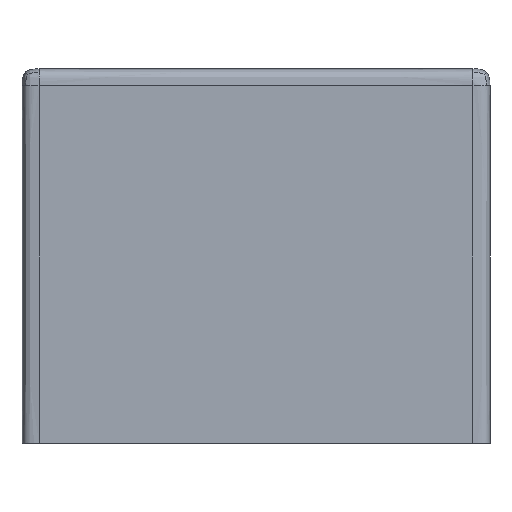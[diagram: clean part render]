
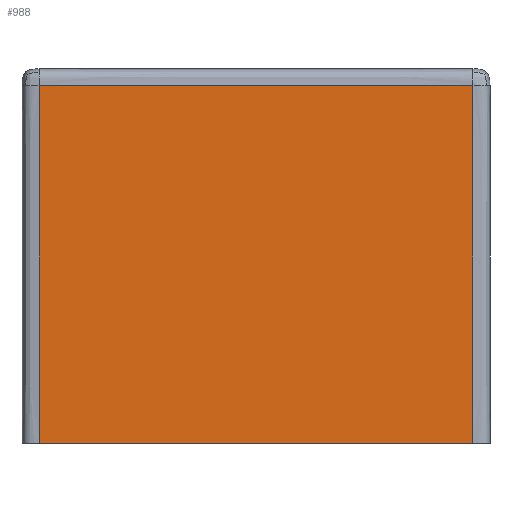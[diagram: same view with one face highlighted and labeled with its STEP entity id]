
A CAD part, left-side view. The second image highlights one B-rep face of the part: STEP entity #988.
In plain terms, the highlighted planar face has unit normal (-1, 0, 0).
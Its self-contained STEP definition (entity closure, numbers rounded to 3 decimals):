
#4 = CARTESIAN_POINT ( 'NONE',  ( 0., 1., -22. ) ) ;
#5 = CARTESIAN_POINT ( 'NONE',  ( 0., 0., -22. ) ) ;
#152 = CARTESIAN_POINT ( 'NONE',  ( 0., 1., -22. ) ) ;
#173 = CARTESIAN_POINT ( 'NONE',  ( 0., 0., 0. ) ) ;
#200 = VERTEX_POINT ( 'NONE', #1629 ) ;
#270 = ORIENTED_EDGE ( 'NONE', *, *, #558, .T. ) ;
#343 = CARTESIAN_POINT ( 'NONE',  ( 0., 26.5, -1. ) ) ;
#558 = EDGE_CURVE ( 'NONE', #2729, #1021, #2152, .T. ) ;
#725 = B_SPLINE_CURVE_WITH_KNOTS ( 'NONE', 3,
 ( #4, #2763, #3040, #3050 ),
 .UNSPECIFIED., .F., .F.,
 ( 4, 4 ),
 ( 0., 1. ),
 .UNSPECIFIED. ) ;
#749 = FACE_OUTER_BOUND ( 'NONE', #3213, .T. ) ;
#838 = CARTESIAN_POINT ( 'NONE',  ( 0., 26.5, -1. ) ) ;
#988 = ADVANCED_FACE ( 'NONE', ( #749 ), #1222, .T. ) ;
#1021 = VERTEX_POINT ( 'NONE', #2462 ) ;
#1094 = CARTESIAN_POINT ( 'NONE',  ( 0., 9.5, -1. ) ) ;
#1107 = CARTESIAN_POINT ( 'NONE',  ( 0., 18., -1. ) ) ;
#1222 = PLANE ( 'NONE',  #2852 ) ;
#1258 = EDGE_CURVE ( 'NONE', #2526, #1021, #1259, .T. ) ;
#1259 = LINE ( 'NONE', #5, #2544 ) ;
#1305 = B_SPLINE_CURVE_WITH_KNOTS ( 'NONE', 3,
 ( #1341, #1094, #1107, #838 ),
 .UNSPECIFIED., .F., .F.,
 ( 4, 4 ),
 ( 0., 1. ),
 .UNSPECIFIED. ) ;
#1341 = CARTESIAN_POINT ( 'NONE',  ( 0., 1., -1. ) ) ;
#1474 = CARTESIAN_POINT ( 'NONE',  ( 0., 26.5, -1. ) ) ;
#1511 = CARTESIAN_POINT ( 'NONE',  ( 0., 26.5, -8. ) ) ;
#1629 = CARTESIAN_POINT ( 'NONE',  ( 0., 1., -1. ) ) ;
#1765 = DIRECTION ( 'NONE',  ( 0., 1., 0. ) ) ;
#1787 = EDGE_CURVE ( 'NONE', #200, #2729, #1305, .T. ) ;
#2144 = ORIENTED_EDGE ( 'NONE', *, *, #1258, .F. ) ;
#2152 = B_SPLINE_CURVE_WITH_KNOTS ( 'NONE', 3,
 ( #343, #1511, #2500, #3231 ),
 .UNSPECIFIED., .F., .F.,
 ( 4, 4 ),
 ( 0., 1. ),
 .UNSPECIFIED. ) ;
#2160 = EDGE_CURVE ( 'NONE', #2526, #200, #725, .T. ) ;
#2203 = ORIENTED_EDGE ( 'NONE', *, *, #1787, .T. ) ;
#2413 = ORIENTED_EDGE ( 'NONE', *, *, #2160, .T. ) ;
#2462 = CARTESIAN_POINT ( 'NONE',  ( 0., 26.5, -22. ) ) ;
#2500 = CARTESIAN_POINT ( 'NONE',  ( 0., 26.5, -15. ) ) ;
#2526 = VERTEX_POINT ( 'NONE', #152 ) ;
#2544 = VECTOR ( 'NONE', #1765, 1000. ) ;
#2694 = DIRECTION ( 'NONE',  ( -1., 0., 0. ) ) ;
#2729 = VERTEX_POINT ( 'NONE', #1474 ) ;
#2763 = CARTESIAN_POINT ( 'NONE',  ( 0., 1., -15. ) ) ;
#2852 = AXIS2_PLACEMENT_3D ( 'NONE', #173, #2694, #2949 ) ;
#2949 = DIRECTION ( 'NONE',  ( 0., 0., 1. ) ) ;
#3040 = CARTESIAN_POINT ( 'NONE',  ( 0., 1., -8. ) ) ;
#3050 = CARTESIAN_POINT ( 'NONE',  ( 0., 1., -1. ) ) ;
#3213 = EDGE_LOOP ( 'NONE', ( #2144, #2413, #2203, #270 ) ) ;
#3231 = CARTESIAN_POINT ( 'NONE',  ( 0., 26.5, -22. ) ) ;
